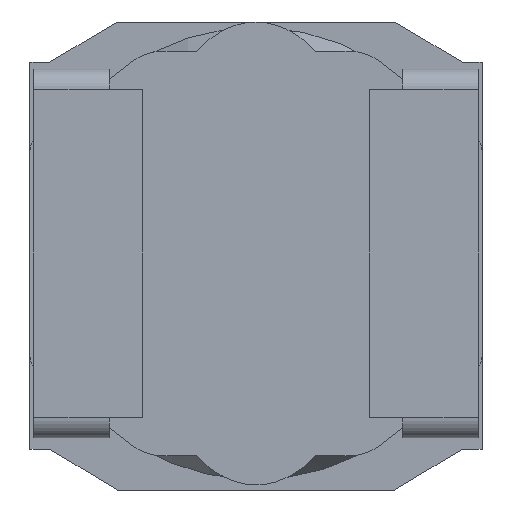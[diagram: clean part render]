
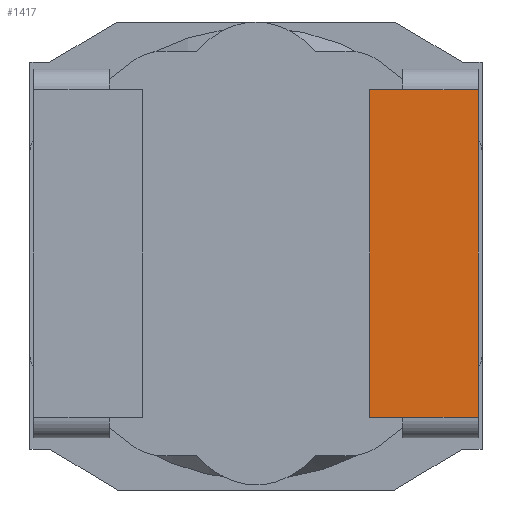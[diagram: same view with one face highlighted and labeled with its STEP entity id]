
A CAD part, front view. The second image highlights one B-rep face of the part: STEP entity #1417.
In plain terms, the highlighted planar face has unit normal (0, -1, 0).
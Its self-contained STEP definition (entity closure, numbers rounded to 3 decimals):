
#56 = VECTOR ( 'NONE', #2652, 1000. ) ;
#134 = VECTOR ( 'NONE', #2311, 1000. ) ;
#146 = DIRECTION ( 'NONE',  ( 0., 0., -1. ) ) ;
#341 = LINE ( 'NONE', #1819, #820 ) ;
#384 = CARTESIAN_POINT ( 'NONE',  ( 1.55, 0., 1.73 ) ) ;
#400 = LINE ( 'NONE', #1743, #1919 ) ;
#443 = DIRECTION ( 'NONE',  ( 0., -1., 0. ) ) ;
#550 = EDGE_LOOP ( 'NONE', ( #1916, #1980, #2304, #2721, #2093, #2539 ) ) ;
#558 = VERTEX_POINT ( 'NONE', #2380 ) ;
#601 = EDGE_CURVE ( 'NONE', #1090, #2685, #400, .T. ) ;
#624 = LINE ( 'NONE', #2424, #56 ) ;
#632 = FACE_OUTER_BOUND ( 'NONE', #550, .T. ) ;
#635 = LINE ( 'NONE', #1829, #2242 ) ;
#687 = VECTOR ( 'NONE', #2434, 1000. ) ;
#703 = EDGE_CURVE ( 'NONE', #2408, #558, #341, .T. ) ;
#747 = DIRECTION ( 'NONE',  ( 1., 0., 0. ) ) ;
#749 = VERTEX_POINT ( 'NONE', #1024 ) ;
#820 = VECTOR ( 'NONE', #146, 1000. ) ;
#881 = DIRECTION ( 'NONE',  ( 0., 0., 1. ) ) ;
#993 = LINE ( 'NONE', #2475, #687 ) ;
#1024 = CARTESIAN_POINT ( 'NONE',  ( 1.55, 0., -1.73 ) ) ;
#1082 = DIRECTION ( 'NONE',  ( 0., 0., -1. ) ) ;
#1090 = VERTEX_POINT ( 'NONE', #2224 ) ;
#1167 = CARTESIAN_POINT ( 'NONE',  ( 2.35, 0., 1.73 ) ) ;
#1417 = ADVANCED_FACE ( 'NONE', ( #632 ), #1506, .T. ) ;
#1506 = PLANE ( 'NONE',  #1764 ) ;
#1528 = LINE ( 'NONE', #1645, #134 ) ;
#1645 = CARTESIAN_POINT ( 'NONE',  ( 1.55, 0., 1.73 ) ) ;
#1672 = EDGE_CURVE ( 'NONE', #749, #1090, #993, .T. ) ;
#1743 = CARTESIAN_POINT ( 'NONE',  ( 2.35, 0., 1.95 ) ) ;
#1764 = AXIS2_PLACEMENT_3D ( 'NONE', #2791, #443, #1082 ) ;
#1819 = CARTESIAN_POINT ( 'NONE',  ( 1.2, 0., 1.95 ) ) ;
#1829 = CARTESIAN_POINT ( 'NONE',  ( 1.55, 0., 1.73 ) ) ;
#1916 = ORIENTED_EDGE ( 'NONE', *, *, #2144, .F. ) ;
#1919 = VECTOR ( 'NONE', #881, 1000. ) ;
#1980 = ORIENTED_EDGE ( 'NONE', *, *, #703, .T. ) ;
#2093 = ORIENTED_EDGE ( 'NONE', *, *, #601, .T. ) ;
#2144 = EDGE_CURVE ( 'NONE', #2408, #2559, #635, .T. ) ;
#2173 = CARTESIAN_POINT ( 'NONE',  ( 1.2, 0., 1.73 ) ) ;
#2224 = CARTESIAN_POINT ( 'NONE',  ( 2.35, 0., -1.73 ) ) ;
#2228 = EDGE_CURVE ( 'NONE', #2685, #2559, #1528, .T. ) ;
#2242 = VECTOR ( 'NONE', #747, 1000. ) ;
#2304 = ORIENTED_EDGE ( 'NONE', *, *, #2734, .F. ) ;
#2311 = DIRECTION ( 'NONE',  ( -1., 0., 0. ) ) ;
#2380 = CARTESIAN_POINT ( 'NONE',  ( 1.2, 0., -1.73 ) ) ;
#2408 = VERTEX_POINT ( 'NONE', #2173 ) ;
#2424 = CARTESIAN_POINT ( 'NONE',  ( 1.55, 0., -1.73 ) ) ;
#2434 = DIRECTION ( 'NONE',  ( 1., 0., 0. ) ) ;
#2475 = CARTESIAN_POINT ( 'NONE',  ( 2.35, 0., -1.73 ) ) ;
#2539 = ORIENTED_EDGE ( 'NONE', *, *, #2228, .T. ) ;
#2559 = VERTEX_POINT ( 'NONE', #384 ) ;
#2652 = DIRECTION ( 'NONE',  ( -1., 0., 0. ) ) ;
#2685 = VERTEX_POINT ( 'NONE', #1167 ) ;
#2721 = ORIENTED_EDGE ( 'NONE', *, *, #1672, .T. ) ;
#2734 = EDGE_CURVE ( 'NONE', #749, #558, #624, .T. ) ;
#2791 = CARTESIAN_POINT ( 'NONE',  ( 0., 0., 0. ) ) ;
